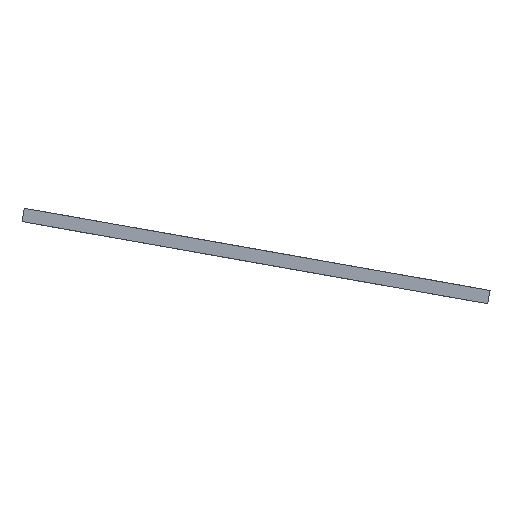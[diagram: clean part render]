
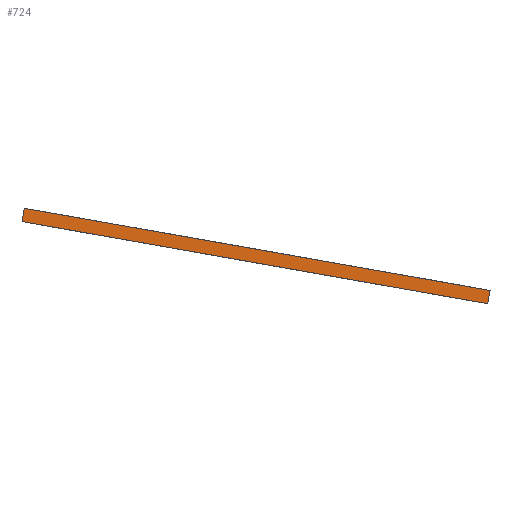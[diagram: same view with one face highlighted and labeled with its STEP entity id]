
A CAD part, left-side view. The second image highlights one B-rep face of the part: STEP entity #724.
In plain terms, the highlighted planar face has unit normal (-1, 0, 0).
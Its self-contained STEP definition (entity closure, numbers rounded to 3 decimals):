
#62=PLANE('',#780);
#96=FACE_OUTER_BOUND('',#130,.T.);
#130=EDGE_LOOP('',(#621,#622,#623,#624));
#230=LINE('',#1131,#318);
#238=LINE('',#1146,#326);
#239=LINE('',#1148,#327);
#240=LINE('',#1149,#328);
#318=VECTOR('',#936,10.);
#326=VECTOR('',#948,10.);
#327=VECTOR('',#951,10.);
#328=VECTOR('',#952,10.);
#394=VERTEX_POINT('',#1128);
#395=VERTEX_POINT('',#1130);
#399=VERTEX_POINT('',#1142);
#400=VERTEX_POINT('',#1144);
#486=EDGE_CURVE('',#394,#395,#230,.T.);
#494=EDGE_CURVE('',#399,#400,#238,.T.);
#495=EDGE_CURVE('',#394,#399,#239,.T.);
#496=EDGE_CURVE('',#395,#400,#240,.T.);
#621=ORIENTED_EDGE('',*,*,#495,.T.);
#622=ORIENTED_EDGE('',*,*,#494,.T.);
#623=ORIENTED_EDGE('',*,*,#496,.F.);
#624=ORIENTED_EDGE('',*,*,#486,.F.);
#724=ADVANCED_FACE('',(#96),#62,.T.);
#780=AXIS2_PLACEMENT_3D('',#1147,#949,#950);
#936=DIRECTION('',(0.,-0.174,0.985));
#948=DIRECTION('',(0.,-0.174,0.985));
#949=DIRECTION('center_axis',(-1.,0.,0.));
#950=DIRECTION('ref_axis',(0.,-0.985,-0.174));
#951=DIRECTION('',(0.,-0.985,-0.174));
#952=DIRECTION('',(0.,-0.985,-0.174));
#1128=CARTESIAN_POINT('',(0.,69.642,6.093));
#1130=CARTESIAN_POINT('',(0.,69.295,8.062));
#1131=CARTESIAN_POINT('',(0.,69.642,6.093));
#1142=CARTESIAN_POINT('',(0.,0.705,-6.062));
#1144=CARTESIAN_POINT('',(0.,0.358,-4.093));
#1146=CARTESIAN_POINT('',(0.,0.705,-6.062));
#1147=CARTESIAN_POINT('Origin',(0.,69.642,
6.093));
#1148=CARTESIAN_POINT('',(0.,69.642,6.093));
#1149=CARTESIAN_POINT('',(0.,69.295,8.062));
